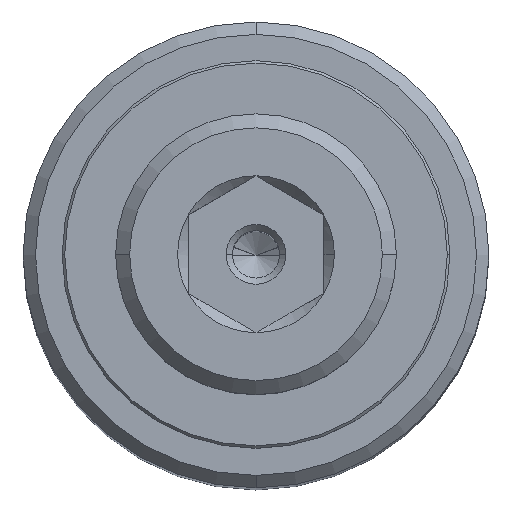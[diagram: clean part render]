
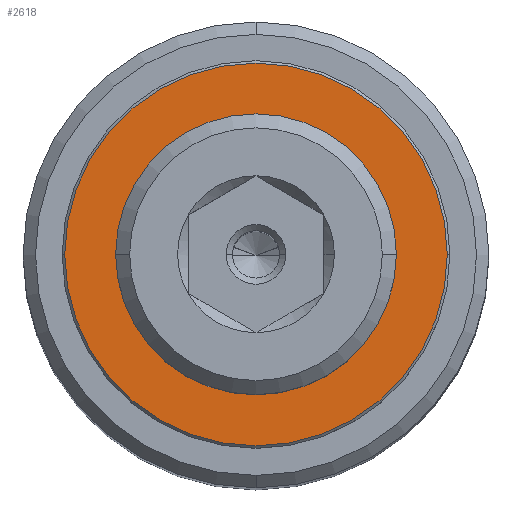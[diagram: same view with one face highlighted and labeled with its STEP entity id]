
A CAD part, top view. The second image highlights one B-rep face of the part: STEP entity #2618.
In plain terms, the highlighted planar face has unit normal (0, 0, 1).
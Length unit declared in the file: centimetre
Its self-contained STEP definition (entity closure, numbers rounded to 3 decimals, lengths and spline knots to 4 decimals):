
#245 = CARTESIAN_POINT ( 'NONE',  ( 0., 0., 3.0099 ) ) ;
#248 = PLANE ( 'NONE',  #2830 ) ;
#250 = DIRECTION ( 'NONE',  ( 0., 0., -1. ) ) ;
#251 = DIRECTION ( 'NONE',  ( 0., 1., 0. ) ) ;
#311 = CIRCLE ( 'NONE', #2729, 0.3912 ) ;
#314 = CIRCLE ( 'NONE', #2710, 0.2583 ) ;
#515 = FACE_OUTER_BOUND ( 'NONE', #822, .T. ) ;
#525 = FACE_BOUND ( 'NONE', #878, .T. ) ;
#618 = ORIENTED_EDGE ( 'NONE', *, *, #1625, .F. ) ;
#622 = ORIENTED_EDGE ( 'NONE', *, *, #1545, .F. ) ;
#698 = ORIENTED_EDGE ( 'NONE', *, *, #1630, .F. ) ;
#717 = ORIENTED_EDGE ( 'NONE', *, *, #1537, .F. ) ;
#822 = EDGE_LOOP ( 'NONE', ( #717, #618 ) ) ;
#878 = EDGE_LOOP ( 'NONE', ( #622, #698 ) ) ;
#951 = CARTESIAN_POINT ( 'NONE',  ( 0.3912, 0., 3.0099 ) ) ;
#963 = CARTESIAN_POINT ( 'NONE',  ( -0.2583, 0., 3.0099 ) ) ;
#1087 = CARTESIAN_POINT ( 'NONE',  ( 0., 0., 3.0099 ) ) ;
#1088 = DIRECTION ( 'NONE',  ( 0., 0., -1. ) ) ;
#1089 = DIRECTION ( 'NONE',  ( -1., 0., 0. ) ) ;
#1105 = CARTESIAN_POINT ( 'NONE',  ( 0., 0., 3.0099 ) ) ;
#1106 = DIRECTION ( 'NONE',  ( 0., 0., 1. ) ) ;
#1107 = DIRECTION ( 'NONE',  ( 1., 0., 0. ) ) ;
#1304 = VERTEX_POINT ( 'NONE', #2784 ) ;
#1361 = VERTEX_POINT ( 'NONE', #2776 ) ;
#1398 = VERTEX_POINT ( 'NONE', #951 ) ;
#1451 = VERTEX_POINT ( 'NONE', #963 ) ;
#1537 = EDGE_CURVE ( 'NONE', #1361, #1398, #2019, .T. ) ;
#1545 = EDGE_CURVE ( 'NONE', #1304, #1451, #2006, .T. ) ;
#1625 = EDGE_CURVE ( 'NONE', #1398, #1361, #311, .T. ) ;
#1630 = EDGE_CURVE ( 'NONE', #1451, #1304, #314, .T. ) ;
#1755 = CARTESIAN_POINT ( 'NONE',  ( 0., 0., 3.0099 ) ) ;
#1756 = DIRECTION ( 'NONE',  ( 0., 0., 1. ) ) ;
#1757 = DIRECTION ( 'NONE',  ( 1., 0., 0. ) ) ;
#2006 = CIRCLE ( 'NONE', #2750, 0.2583 ) ;
#2019 = CIRCLE ( 'NONE', #2751, 0.3912 ) ;
#2027 = CARTESIAN_POINT ( 'NONE',  ( 0., 0., 3.0099 ) ) ;
#2060 = DIRECTION ( 'NONE',  ( -1., 0., 0. ) ) ;
#2068 = DIRECTION ( 'NONE',  ( 0., 0., -1. ) ) ;
#2618 = ADVANCED_FACE ( 'NONE', ( #515, #525 ), #248, .F. ) ;
#2710 = AXIS2_PLACEMENT_3D ( 'NONE', #1105, #1106, #1107 ) ;
#2729 = AXIS2_PLACEMENT_3D ( 'NONE', #1087, #1088, #1089 ) ;
#2750 = AXIS2_PLACEMENT_3D ( 'NONE', #1755, #1756, #1757 ) ;
#2751 = AXIS2_PLACEMENT_3D ( 'NONE', #2027, #2068, #2060 ) ;
#2776 = CARTESIAN_POINT ( 'NONE',  ( -0.3912, 0., 3.0099 ) ) ;
#2784 = CARTESIAN_POINT ( 'NONE',  ( 0.2583, 0., 3.0099 ) ) ;
#2830 = AXIS2_PLACEMENT_3D ( 'NONE', #245, #250, #251 ) ;
